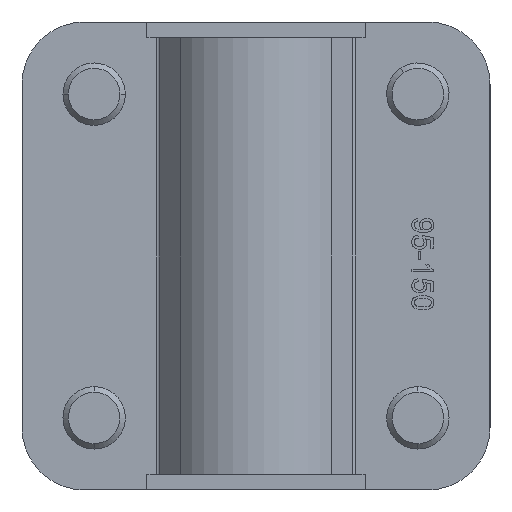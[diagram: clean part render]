
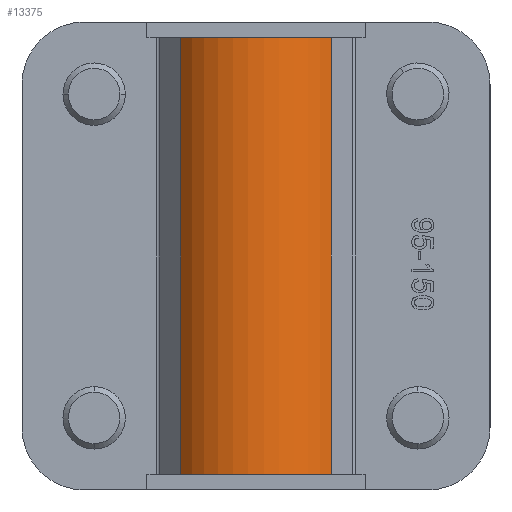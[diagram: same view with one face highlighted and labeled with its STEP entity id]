
A CAD part, front view. The second image highlights one B-rep face of the part: STEP entity #13375.
In plain terms, the highlighted cylindrical face has radius 12.5 mm (diameter 25 mm), a partial arc.
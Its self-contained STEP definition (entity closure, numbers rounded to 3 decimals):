
#663 = ORIENTED_EDGE ( 'NONE', *, *, #6595, .F. ) ;
#697 = CYLINDRICAL_SURFACE ( 'NONE', #2118, 12.5 ) ;
#863 = VERTEX_POINT ( 'NONE', #12044 ) ;
#1487 = DIRECTION ( 'NONE',  ( -1., 0., 0. ) ) ;
#1995 = DIRECTION ( 'NONE',  ( -1., 0., 0. ) ) ;
#2118 = AXIS2_PLACEMENT_3D ( 'NONE', #5453, #7630, #13102 ) ;
#2625 = ORIENTED_EDGE ( 'NONE', *, *, #3096, .T. ) ;
#3096 = EDGE_CURVE ( 'NONE', #863, #13969, #4543, .T. ) ;
#3462 = DIRECTION ( 'NONE',  ( -1., 0., 0. ) ) ;
#3719 = CARTESIAN_POINT ( 'NONE',  ( 28., -4.5, 0. ) ) ;
#4020 = CARTESIAN_POINT ( 'NONE',  ( -28., -4.5, 0. ) ) ;
#4238 = CARTESIAN_POINT ( 'NONE',  ( 30., 3.467, 9.632 ) ) ;
#4288 = VERTEX_POINT ( 'NONE', #8952 ) ;
#4543 = LINE ( 'NONE', #11314, #12796 ) ;
#4635 = EDGE_LOOP ( 'NONE', ( #12136, #10066, #2625, #663 ) ) ;
#5210 = EDGE_CURVE ( 'NONE', #4288, #863, #8037, .T. ) ;
#5453 = CARTESIAN_POINT ( 'NONE',  ( 30., -4.5, 0. ) ) ;
#6150 = FACE_OUTER_BOUND ( 'NONE', #4635, .T. ) ;
#6595 = EDGE_CURVE ( 'NONE', #9078, #13969, #9695, .T. ) ;
#7630 = DIRECTION ( 'NONE',  ( -1., 0., 0. ) ) ;
#7847 = CARTESIAN_POINT ( 'NONE',  ( -28., 3.467, 9.632 ) ) ;
#7951 = AXIS2_PLACEMENT_3D ( 'NONE', #3719, #1487, #11258 ) ;
#8037 = CIRCLE ( 'NONE', #7951, 12.5 ) ;
#8952 = CARTESIAN_POINT ( 'NONE',  ( 28., 3.467, 9.632 ) ) ;
#9078 = VERTEX_POINT ( 'NONE', #7847 ) ;
#9695 = CIRCLE ( 'NONE', #12008, 12.5 ) ;
#9797 = CARTESIAN_POINT ( 'NONE',  ( -28., 3.467, -9.632 ) ) ;
#10066 = ORIENTED_EDGE ( 'NONE', *, *, #5210, .T. ) ;
#10417 = DIRECTION ( 'NONE',  ( 0., 0., -1. ) ) ;
#10641 = EDGE_CURVE ( 'NONE', #4288, #9078, #13848, .T. ) ;
#11258 = DIRECTION ( 'NONE',  ( 0., 0., -1. ) ) ;
#11314 = CARTESIAN_POINT ( 'NONE',  ( 30., 3.467, -9.632 ) ) ;
#12008 = AXIS2_PLACEMENT_3D ( 'NONE', #4020, #13705, #10417 ) ;
#12044 = CARTESIAN_POINT ( 'NONE',  ( 28., 3.467, -9.632 ) ) ;
#12136 = ORIENTED_EDGE ( 'NONE', *, *, #10641, .F. ) ;
#12796 = VECTOR ( 'NONE', #3462, 1000. ) ;
#12993 = VECTOR ( 'NONE', #1995, 1000. ) ;
#13102 = DIRECTION ( 'NONE',  ( 0., 0., 1. ) ) ;
#13375 = ADVANCED_FACE ( 'NONE', ( #6150 ), #697, .T. ) ;
#13705 = DIRECTION ( 'NONE',  ( -1., 0., 0. ) ) ;
#13848 = LINE ( 'NONE', #4238, #12993 ) ;
#13969 = VERTEX_POINT ( 'NONE', #9797 ) ;
